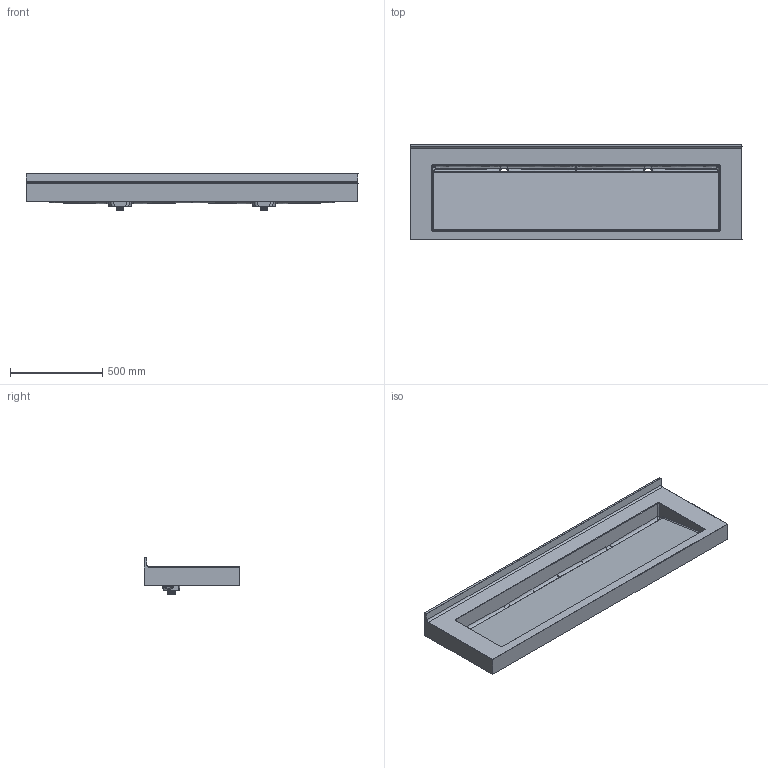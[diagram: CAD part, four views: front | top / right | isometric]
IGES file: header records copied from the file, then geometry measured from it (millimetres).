
Global section: file name: 22-025_Basin1800.igs; native system: NX V2007; preprocessor: SIEMENS PLM Software NX 2008; date: 20220802.144941; units: millimetre
Bounding box: 1800 x 520 x 199 mm (x, y, z)
Surface area: 3393627.6 mm2 (no closed solid volume)
Topology: 0 solids, 0 shells, 527 faces, 3526 edges, 3469 vertices
Faces by surface type: bspline 511, offset 16
